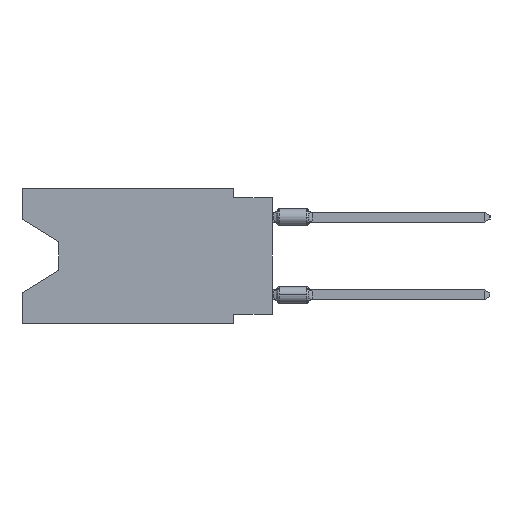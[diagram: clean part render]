
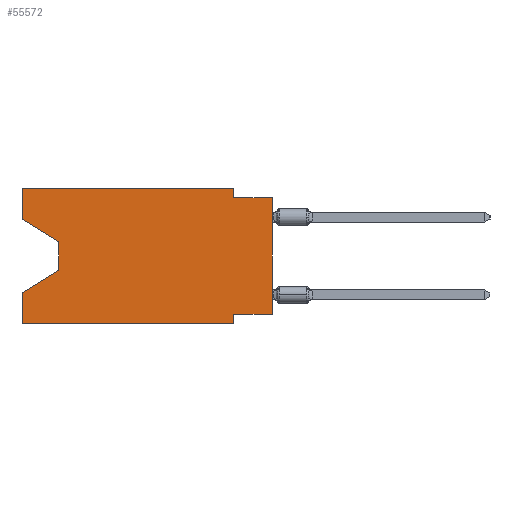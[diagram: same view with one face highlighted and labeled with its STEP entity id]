
A CAD part, left-side view. The second image highlights one B-rep face of the part: STEP entity #55572.
In plain terms, the highlighted planar face has unit normal (-1, 0, 0).
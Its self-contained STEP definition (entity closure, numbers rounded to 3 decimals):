
#340 = LINE ( 'NONE', #4084, #39211 ) ;
#973 = VERTEX_POINT ( 'NONE', #42469 ) ;
#1245 = ORIENTED_EDGE ( 'NONE', *, *, #28766, .F. ) ;
#1587 = VECTOR ( 'NONE', #30621, 1000. ) ;
#2373 = LINE ( 'NONE', #45358, #36443 ) ;
#4084 = CARTESIAN_POINT ( 'NONE',  ( 0., 13.97, -5.385 ) ) ;
#4106 = CARTESIAN_POINT ( 'NONE',  ( 0., 16.383, 0. ) ) ;
#4425 = VERTEX_POINT ( 'NONE', #43199 ) ;
#5122 = EDGE_CURVE ( 'NONE', #31616, #973, #33088, .T. ) ;
#5717 = PLANE ( 'NONE',  #7480 ) ;
#6339 = VERTEX_POINT ( 'NONE', #31852 ) ;
#6616 = CARTESIAN_POINT ( 'NONE',  ( 0., 2.54, -8.255 ) ) ;
#6697 = VECTOR ( 'NONE', #48225, 1000. ) ;
#7480 = AXIS2_PLACEMENT_3D ( 'NONE', #18478, #10531, #23611 ) ;
#7600 = CARTESIAN_POINT ( 'NONE',  ( 0., 16.383, -2.038 ) ) ;
#8642 = LINE ( 'NONE', #4106, #33247 ) ;
#8849 = EDGE_CURVE ( 'NONE', #6339, #16285, #340, .T. ) ;
#9626 = VECTOR ( 'NONE', #10028, 1000. ) ;
#9731 = LINE ( 'NONE', #53280, #54189 ) ;
#9769 = DIRECTION ( 'NONE',  ( 0., 0., 1. ) ) ;
#10028 = DIRECTION ( 'NONE',  ( 0., -1., 0. ) ) ;
#10159 = CARTESIAN_POINT ( 'NONE',  ( 0., 0., -0.635 ) ) ;
#10332 = CARTESIAN_POINT ( 'NONE',  ( 0., 16.383, 0. ) ) ;
#10531 = DIRECTION ( 'NONE',  ( 1., 0., 0. ) ) ;
#11772 = VECTOR ( 'NONE', #46515, 1000. ) ;
#12283 = EDGE_CURVE ( 'NONE', #40039, #22948, #14324, .T. ) ;
#13148 = LINE ( 'NONE', #30523, #18528 ) ;
#13193 = CARTESIAN_POINT ( 'NONE',  ( 0., 2.54, 0. ) ) ;
#14324 = LINE ( 'NONE', #13193, #6697 ) ;
#14738 = ORIENTED_EDGE ( 'NONE', *, *, #19433, .F. ) ;
#16285 = VERTEX_POINT ( 'NONE', #24387 ) ;
#17504 = LINE ( 'NONE', #52257, #1587 ) ;
#18241 = DIRECTION ( 'NONE',  ( 0., 0.855, -0.519 ) ) ;
#18478 = CARTESIAN_POINT ( 'NONE',  ( 0., 16.383, 0. ) ) ;
#18528 = VECTOR ( 'NONE', #40186, 1000. ) ;
#18774 = FACE_OUTER_BOUND ( 'NONE', #50363, .T. ) ;
#18979 = VECTOR ( 'NONE', #9769, 1000. ) ;
#19105 = LINE ( 'NONE', #49872, #9626 ) ;
#19110 = VECTOR ( 'NONE', #50650, 1000. ) ;
#19433 = EDGE_CURVE ( 'NONE', #52785, #16285, #53037, .T. ) ;
#19651 = CARTESIAN_POINT ( 'NONE',  ( 0., 2.54, 0. ) ) ;
#20091 = ORIENTED_EDGE ( 'NONE', *, *, #42736, .T. ) ;
#20257 = CARTESIAN_POINT ( 'NONE',  ( 0., 2.54, -8.89 ) ) ;
#20508 = CARTESIAN_POINT ( 'NONE',  ( 0., 16.383, -8.89 ) ) ;
#22948 = VERTEX_POINT ( 'NONE', #50255 ) ;
#23455 = EDGE_CURVE ( 'NONE', #29272, #6339, #2373, .T. ) ;
#23546 = VECTOR ( 'NONE', #40806, 1000. ) ;
#23611 = DIRECTION ( 'NONE',  ( 0., 0., -1. ) ) ;
#24387 = CARTESIAN_POINT ( 'NONE',  ( 0., 16.383, -6.852 ) ) ;
#24818 = CARTESIAN_POINT ( 'NONE',  ( 0., 16.383, 0. ) ) ;
#25971 = DIRECTION ( 'NONE',  ( 0., -1., 0. ) ) ;
#26240 = EDGE_CURVE ( 'NONE', #32541, #29272, #17504, .T. ) ;
#28766 = EDGE_CURVE ( 'NONE', #45540, #40039, #54520, .T. ) ;
#29272 = VERTEX_POINT ( 'NONE', #34622 ) ;
#30523 = CARTESIAN_POINT ( 'NONE',  ( 0., 0., 0. ) ) ;
#30621 = DIRECTION ( 'NONE',  ( 0., -0.855, -0.519 ) ) ;
#31375 = EDGE_CURVE ( 'NONE', #4425, #31616, #46095, .T. ) ;
#31616 = VERTEX_POINT ( 'NONE', #6616 ) ;
#31852 = CARTESIAN_POINT ( 'NONE',  ( 0., 13.97, -5.385 ) ) ;
#32541 = VERTEX_POINT ( 'NONE', #7600 ) ;
#33088 = LINE ( 'NONE', #20257, #23546 ) ;
#33247 = VECTOR ( 'NONE', #48195, 1000. ) ;
#34622 = CARTESIAN_POINT ( 'NONE',  ( 0., 13.97, -3.505 ) ) ;
#35821 = CARTESIAN_POINT ( 'NONE',  ( 0., 16.383, 0. ) ) ;
#35860 = ORIENTED_EDGE ( 'NONE', *, *, #37933, .F. ) ;
#36262 = DIRECTION ( 'NONE',  ( 0., 0., -1. ) ) ;
#36443 = VECTOR ( 'NONE', #36262, 1000. ) ;
#36446 = VERTEX_POINT ( 'NONE', #10159 ) ;
#36744 = ORIENTED_EDGE ( 'NONE', *, *, #26240, .T. ) ;
#37123 = EDGE_CURVE ( 'NONE', #32541, #45540, #8642, .T. ) ;
#37933 = EDGE_CURVE ( 'NONE', #22948, #36446, #9731, .T. ) ;
#39211 = VECTOR ( 'NONE', #18241, 1000. ) ;
#39588 = ORIENTED_EDGE ( 'NONE', *, *, #23455, .T. ) ;
#39949 = EDGE_CURVE ( 'NONE', #4425, #36446, #13148, .T. ) ;
#40039 = VERTEX_POINT ( 'NONE', #19651 ) ;
#40186 = DIRECTION ( 'NONE',  ( 0., 0., 1. ) ) ;
#40806 = DIRECTION ( 'NONE',  ( 0., 0., -1. ) ) ;
#41940 = ORIENTED_EDGE ( 'NONE', *, *, #12283, .F. ) ;
#42469 = CARTESIAN_POINT ( 'NONE',  ( 0., 2.54, -8.89 ) ) ;
#42736 = EDGE_CURVE ( 'NONE', #52785, #973, #19105, .T. ) ;
#43199 = CARTESIAN_POINT ( 'NONE',  ( 0., 0., -8.255 ) ) ;
#45358 = CARTESIAN_POINT ( 'NONE',  ( 0., 13.97, -3.505 ) ) ;
#45540 = VERTEX_POINT ( 'NONE', #24818 ) ;
#46095 = LINE ( 'NONE', #54364, #19110 ) ;
#46515 = DIRECTION ( 'NONE',  ( 0., -1., 0. ) ) ;
#48195 = DIRECTION ( 'NONE',  ( 0., 0., 1. ) ) ;
#48225 = DIRECTION ( 'NONE',  ( 0., 0., -1. ) ) ;
#49872 = CARTESIAN_POINT ( 'NONE',  ( 0., 16.383, -8.89 ) ) ;
#50255 = CARTESIAN_POINT ( 'NONE',  ( 0., 2.54, -0.635 ) ) ;
#50363 = EDGE_LOOP ( 'NONE', ( #36744, #39588, #55615, #14738, #20091, #52441, #54709, #53009, #35860, #41940, #1245, #53186 ) ) ;
#50650 = DIRECTION ( 'NONE',  ( 0., 1., 0. ) ) ;
#52257 = CARTESIAN_POINT ( 'NONE',  ( 0., 16.383, -2.038 ) ) ;
#52441 = ORIENTED_EDGE ( 'NONE', *, *, #5122, .F. ) ;
#52785 = VERTEX_POINT ( 'NONE', #20508 ) ;
#53009 = ORIENTED_EDGE ( 'NONE', *, *, #39949, .T. ) ;
#53037 = LINE ( 'NONE', #10332, #18979 ) ;
#53186 = ORIENTED_EDGE ( 'NONE', *, *, #37123, .F. ) ;
#53280 = CARTESIAN_POINT ( 'NONE',  ( 0., 0., -0.635 ) ) ;
#54189 = VECTOR ( 'NONE', #25971, 1000. ) ;
#54364 = CARTESIAN_POINT ( 'NONE',  ( 0., 0., -8.255 ) ) ;
#54520 = LINE ( 'NONE', #35821, #11772 ) ;
#54709 = ORIENTED_EDGE ( 'NONE', *, *, #31375, .F. ) ;
#55572 = ADVANCED_FACE ( 'NONE', ( #18774 ), #5717, .F. ) ;
#55615 = ORIENTED_EDGE ( 'NONE', *, *, #8849, .T. ) ;
